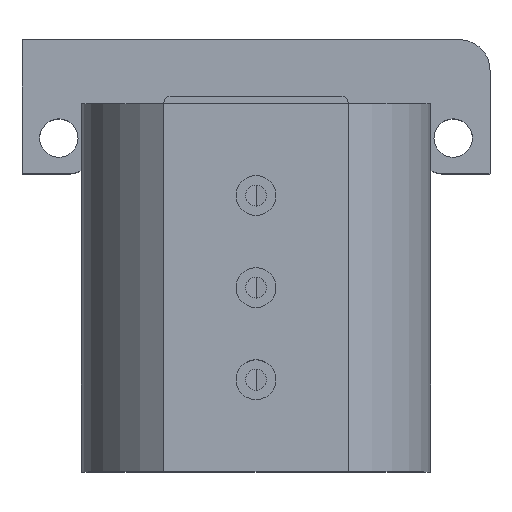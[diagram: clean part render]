
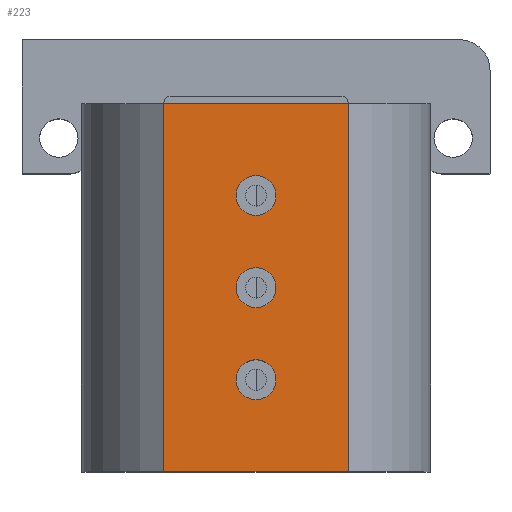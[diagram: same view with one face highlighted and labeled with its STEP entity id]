
A CAD part, top view. The second image highlights one B-rep face of the part: STEP entity #223.
In plain terms, the highlighted planar face has unit normal (0, 0, 1).
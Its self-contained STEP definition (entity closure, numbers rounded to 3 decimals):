
#61 = CARTESIAN_POINT ( 'NONE',  ( -3.25, -15., 21.161 ) ) ;
#141 = LINE ( 'NONE', #3350, #3251 ) ;
#223 = ADVANCED_FACE ( 'NONE', ( #1634, #1606, #4121, #3102 ), #575, .F. ) ;
#318 = VERTEX_POINT ( 'NONE', #61 ) ;
#334 = ORIENTED_EDGE ( 'NONE', *, *, #4653, .F. ) ;
#529 = ORIENTED_EDGE ( 'NONE', *, *, #4108, .F. ) ;
#575 = PLANE ( 'NONE',  #598 ) ;
#598 = AXIS2_PLACEMENT_3D ( 'NONE', #1007, #6202, #2666 ) ;
#642 = ORIENTED_EDGE ( 'NONE', *, *, #2411, .F. ) ;
#723 = EDGE_CURVE ( 'NONE', #978, #318, #4924, .T. ) ;
#755 = CARTESIAN_POINT ( 'NONE',  ( 0., 0., 21.161 ) ) ;
#784 = DIRECTION ( 'NONE',  ( 0., 0., 1. ) ) ;
#829 = CARTESIAN_POINT ( 'NONE',  ( -15., 30., 21.161 ) ) ;
#923 = DIRECTION ( 'NONE',  ( 1., 0., 0. ) ) ;
#978 = VERTEX_POINT ( 'NONE', #3545 ) ;
#1007 = CARTESIAN_POINT ( 'NONE',  ( -15., 30., 21.161 ) ) ;
#1024 = CARTESIAN_POINT ( 'NONE',  ( -3.25, 0., 21.161 ) ) ;
#1198 = AXIS2_PLACEMENT_3D ( 'NONE', #755, #3786, #2300 ) ;
#1293 = DIRECTION ( 'NONE',  ( 1., 0., 0. ) ) ;
#1376 = EDGE_CURVE ( 'NONE', #1831, #2287, #2926, .T. ) ;
#1407 = DIRECTION ( 'NONE',  ( 0., -1., 0. ) ) ;
#1479 = VERTEX_POINT ( 'NONE', #3465 ) ;
#1515 = VERTEX_POINT ( 'NONE', #1024 ) ;
#1606 = FACE_BOUND ( 'NONE', #5897, .T. ) ;
#1632 = AXIS2_PLACEMENT_3D ( 'NONE', #2737, #1751, #3241 ) ;
#1634 = FACE_BOUND ( 'NONE', #2980, .T. ) ;
#1734 = AXIS2_PLACEMENT_3D ( 'NONE', #6453, #6553, #1836 ) ;
#1750 = EDGE_CURVE ( 'NONE', #1831, #5906, #3289, .T. ) ;
#1751 = DIRECTION ( 'NONE',  ( 0., 0., 1. ) ) ;
#1817 = VERTEX_POINT ( 'NONE', #5991 ) ;
#1831 = VERTEX_POINT ( 'NONE', #3018 ) ;
#1836 = DIRECTION ( 'NONE',  ( 1., 0., 0. ) ) ;
#1854 = CIRCLE ( 'NONE', #1198, 3.25 ) ;
#2237 = DIRECTION ( 'NONE',  ( 0., -1., 0. ) ) ;
#2287 = VERTEX_POINT ( 'NONE', #4765 ) ;
#2300 = DIRECTION ( 'NONE',  ( 1., 0., 0. ) ) ;
#2319 = ORIENTED_EDGE ( 'NONE', *, *, #1750, .F. ) ;
#2411 = EDGE_CURVE ( 'NONE', #318, #978, #5059, .T. ) ;
#2424 = VECTOR ( 'NONE', #1293, 1000. ) ;
#2539 = VECTOR ( 'NONE', #2237, 1000. ) ;
#2603 = CARTESIAN_POINT ( 'NONE',  ( 15., 30., 21.161 ) ) ;
#2653 = CARTESIAN_POINT ( 'NONE',  ( 15., 30., 21.161 ) ) ;
#2666 = DIRECTION ( 'NONE',  ( -1., 0., 0. ) ) ;
#2737 = CARTESIAN_POINT ( 'NONE',  ( 0., 15., 21.161 ) ) ;
#2766 = DIRECTION ( 'NONE',  ( 1., 0., 0. ) ) ;
#2878 = VECTOR ( 'NONE', #1407, 1000. ) ;
#2903 = VERTEX_POINT ( 'NONE', #6146 ) ;
#2926 = LINE ( 'NONE', #4991, #2878 ) ;
#2961 = CIRCLE ( 'NONE', #5665, 3.25 ) ;
#2980 = EDGE_LOOP ( 'NONE', ( #5368, #5866 ) ) ;
#3018 = CARTESIAN_POINT ( 'NONE',  ( -15., 30., 21.161 ) ) ;
#3102 = FACE_OUTER_BOUND ( 'NONE', #4998, .T. ) ;
#3241 = DIRECTION ( 'NONE',  ( 1., 0., 0. ) ) ;
#3251 = VECTOR ( 'NONE', #5419, 1000. ) ;
#3289 = LINE ( 'NONE', #829, #2424 ) ;
#3350 = CARTESIAN_POINT ( 'NONE',  ( -15., -30., 21.161 ) ) ;
#3379 = DIRECTION ( 'NONE',  ( 0., 0., 1. ) ) ;
#3465 = CARTESIAN_POINT ( 'NONE',  ( 15., -30., 21.161 ) ) ;
#3545 = CARTESIAN_POINT ( 'NONE',  ( 3.25, -15., 21.161 ) ) ;
#3632 = LINE ( 'NONE', #2653, #2539 ) ;
#3786 = DIRECTION ( 'NONE',  ( 0., 0., 1. ) ) ;
#4058 = AXIS2_PLACEMENT_3D ( 'NONE', #6432, #5302, #2766 ) ;
#4108 = EDGE_CURVE ( 'NONE', #1515, #1817, #6585, .T. ) ;
#4121 = FACE_BOUND ( 'NONE', #4686, .T. ) ;
#4207 = VERTEX_POINT ( 'NONE', #5461 ) ;
#4410 = ORIENTED_EDGE ( 'NONE', *, *, #5986, .F. ) ;
#4653 = EDGE_CURVE ( 'NONE', #1817, #1515, #1854, .T. ) ;
#4684 = EDGE_CURVE ( 'NONE', #2287, #1479, #141, .T. ) ;
#4686 = EDGE_LOOP ( 'NONE', ( #5973, #642 ) ) ;
#4765 = CARTESIAN_POINT ( 'NONE',  ( -15., -30., 21.161 ) ) ;
#4838 = CARTESIAN_POINT ( 'NONE',  ( 0., -15., 21.161 ) ) ;
#4924 = CIRCLE ( 'NONE', #4058, 3.25 ) ;
#4991 = CARTESIAN_POINT ( 'NONE',  ( -15., 30., 21.161 ) ) ;
#4998 = EDGE_LOOP ( 'NONE', ( #5671, #4410, #2319, #6061 ) ) ;
#5024 = EDGE_CURVE ( 'NONE', #4207, #2903, #6595, .T. ) ;
#5059 = CIRCLE ( 'NONE', #6542, 3.25 ) ;
#5302 = DIRECTION ( 'NONE',  ( 0., 0., 1. ) ) ;
#5368 = ORIENTED_EDGE ( 'NONE', *, *, #5024, .F. ) ;
#5419 = DIRECTION ( 'NONE',  ( 1., 0., 0. ) ) ;
#5461 = CARTESIAN_POINT ( 'NONE',  ( 3.25, 15., 21.161 ) ) ;
#5478 = DIRECTION ( 'NONE',  ( 1., 0., 0. ) ) ;
#5509 = EDGE_CURVE ( 'NONE', #2903, #4207, #2961, .T. ) ;
#5553 = CARTESIAN_POINT ( 'NONE',  ( 0., 15., 21.161 ) ) ;
#5665 = AXIS2_PLACEMENT_3D ( 'NONE', #5553, #784, #923 ) ;
#5671 = ORIENTED_EDGE ( 'NONE', *, *, #4684, .T. ) ;
#5866 = ORIENTED_EDGE ( 'NONE', *, *, #5509, .F. ) ;
#5897 = EDGE_LOOP ( 'NONE', ( #334, #529 ) ) ;
#5906 = VERTEX_POINT ( 'NONE', #2603 ) ;
#5973 = ORIENTED_EDGE ( 'NONE', *, *, #723, .F. ) ;
#5986 = EDGE_CURVE ( 'NONE', #5906, #1479, #3632, .T. ) ;
#5991 = CARTESIAN_POINT ( 'NONE',  ( 3.25, 0., 21.161 ) ) ;
#6061 = ORIENTED_EDGE ( 'NONE', *, *, #1376, .T. ) ;
#6146 = CARTESIAN_POINT ( 'NONE',  ( -3.25, 15., 21.161 ) ) ;
#6202 = DIRECTION ( 'NONE',  ( 0., 0., -1. ) ) ;
#6432 = CARTESIAN_POINT ( 'NONE',  ( 0., -15., 21.161 ) ) ;
#6453 = CARTESIAN_POINT ( 'NONE',  ( 0., 0., 21.161 ) ) ;
#6542 = AXIS2_PLACEMENT_3D ( 'NONE', #4838, #3379, #5478 ) ;
#6553 = DIRECTION ( 'NONE',  ( 0., 0., 1. ) ) ;
#6585 = CIRCLE ( 'NONE', #1734, 3.25 ) ;
#6595 = CIRCLE ( 'NONE', #1632, 3.25 ) ;
